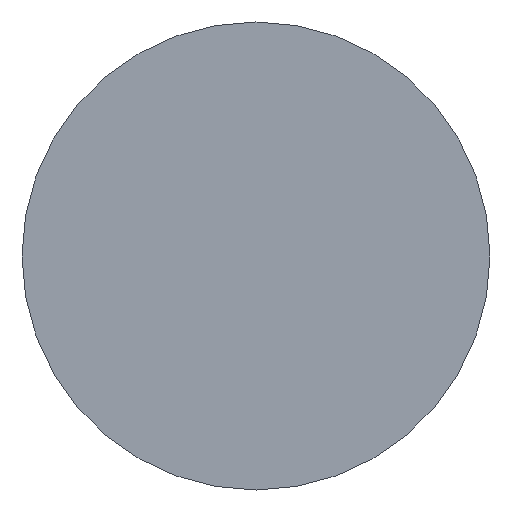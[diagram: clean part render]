
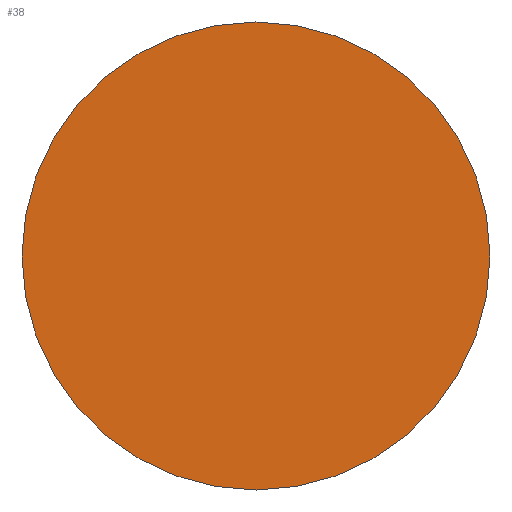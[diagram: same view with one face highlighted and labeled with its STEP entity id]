
A CAD part, left-side view. The second image highlights one B-rep face of the part: STEP entity #38.
In plain terms, the highlighted planar face has unit normal (-1, 0, 0).
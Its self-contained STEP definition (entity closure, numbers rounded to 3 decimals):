
#26 = AXIS2_PLACEMENT_3D ( 'NONE', #354, #77, #144 ) ;
#38 = ADVANCED_FACE ( 'NONE', ( #266 ), #50, .F. ) ;
#40 = CIRCLE ( 'NONE', #281, 19. ) ;
#50 = PLANE ( 'NONE',  #26 ) ;
#77 = DIRECTION ( 'NONE',  ( 1., 0., 0. ) ) ;
#84 = CARTESIAN_POINT ( 'NONE',  ( -85., 0., 0. ) ) ;
#139 = DIRECTION ( 'NONE',  ( 1., 0., 0. ) ) ;
#144 = DIRECTION ( 'NONE',  ( 0., 0., -1. ) ) ;
#148 = CARTESIAN_POINT ( 'NONE',  ( -85., 0., 19. ) ) ;
#160 = EDGE_CURVE ( 'NONE', #368, #349, #40, .T. ) ;
#213 = DIRECTION ( 'NONE',  ( 1., 0., 0. ) ) ;
#226 = ORIENTED_EDGE ( 'NONE', *, *, #160, .F. ) ;
#245 = EDGE_LOOP ( 'NONE', ( #226, #294 ) ) ;
#257 = DIRECTION ( 'NONE',  ( 0., 0., -1. ) ) ;
#266 = FACE_OUTER_BOUND ( 'NONE', #245, .T. ) ;
#281 = AXIS2_PLACEMENT_3D ( 'NONE', #290, #139, #257 ) ;
#286 = EDGE_CURVE ( 'NONE', #349, #368, #330, .T. ) ;
#290 = CARTESIAN_POINT ( 'NONE',  ( -85., 0., 0. ) ) ;
#294 = ORIENTED_EDGE ( 'NONE', *, *, #286, .F. ) ;
#299 = AXIS2_PLACEMENT_3D ( 'NONE', #84, #213, #303 ) ;
#303 = DIRECTION ( 'NONE',  ( 0., 0., -1. ) ) ;
#330 = CIRCLE ( 'NONE', #299, 19. ) ;
#336 = CARTESIAN_POINT ( 'NONE',  ( -85., 0., -19. ) ) ;
#349 = VERTEX_POINT ( 'NONE', #336 ) ;
#354 = CARTESIAN_POINT ( 'NONE',  ( -85., 0., 0. ) ) ;
#368 = VERTEX_POINT ( 'NONE', #148 ) ;
